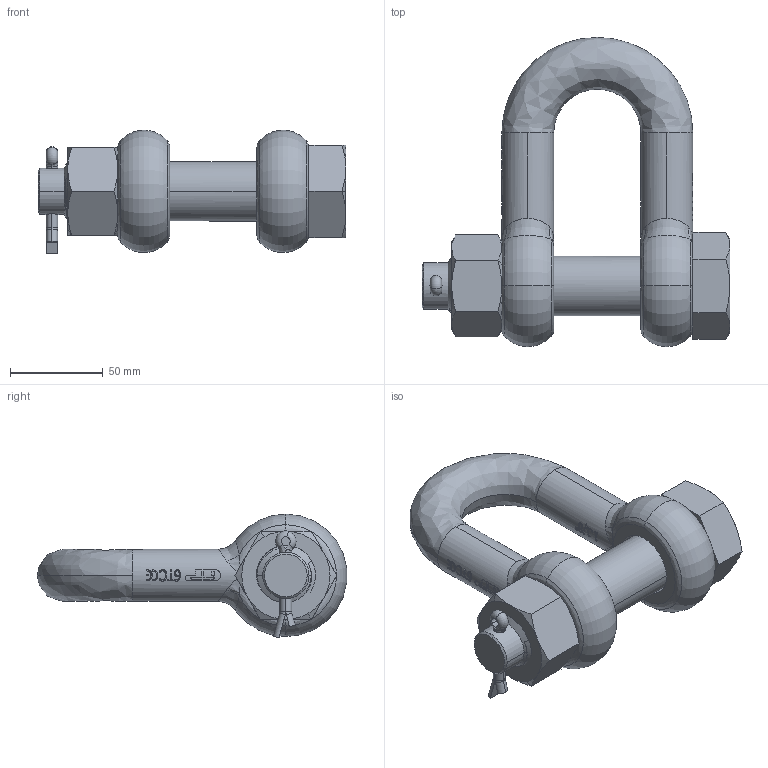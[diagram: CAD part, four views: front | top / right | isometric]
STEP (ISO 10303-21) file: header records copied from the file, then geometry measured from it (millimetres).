
FILE_DESCRIPTION(('STEP AP214'),'1');
FILE_NAME('gpgdmb28.stp','2017-03-31T06:13:04',('TraceParts'),('TraceParts S.A.'),'Spatial InterOp 3D',' ',' ');
FILE_SCHEMA(('automotive_design'));
Length unit declared in the file: millimetre
Products named in the file (4): gpgdmb28_1; gpgdmb28_2; gpgdmb28_3; gpgdmb28_4
Bounding box: 166 x 166.76 x 66.69 mm (x, y, z)
Volume: 441117.9 mm3; surface area: 79025.5 mm2
Topology: 4 solids, 4 shells, 682 faces, 1855 edges, 1214 vertices
Faces by surface type: bspline 285, plane 251, cylinder 108, cone 28, torus 10
Entity records: 37707 total; most frequent: CARTESIAN_POINT 22592, ORIENTED_EDGE 3694, DIRECTION 2165, EDGE_CURVE 1847, VERTEX_POINT 1214, LINE 859, VECTOR 859, EDGE_LOOP 731
